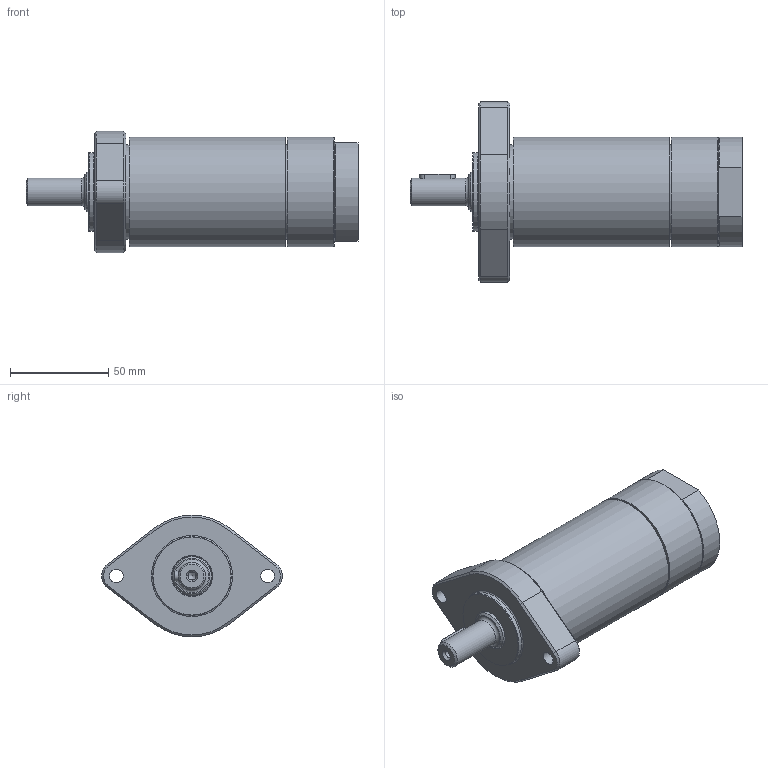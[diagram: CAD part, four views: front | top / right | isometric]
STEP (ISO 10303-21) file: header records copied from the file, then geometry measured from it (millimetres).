
FILE_DESCRIPTION(/* description */ (''),/* implementation_level */ '2;1');
FILE_NAME(/* name */ 'MRD 55-1800 F77_29906327.stp',/* time_stamp */ '2018-11-19T14:33:14+01:00',/* author */ ('flambert'),/* organization */ (''),/* preprocessor_version */ 'ST-DEVELOPER v17',/* originating_system */ 'Autodesk Inventor 2018',/* authorisation */ '');
FILE_SCHEMA (('AUTOMOTIVE_DESIGN { 1 0 10303 214 3 1 1 }'));
Length unit declared in the file: millimetre
Products named in the file (1): MRD 55-1800 F77_29906327
Bounding box: 169.1 x 91.95 x 62 mm (x, y, z)
Volume: 351624.5 mm3; surface area: 40239.4 mm2
Topology: 1 solids, 7 shells, 206 faces, 517 edges, 340 vertices
Faces by surface type: plane 119, cylinder 36, cone 30, torus 14, bspline 7
Full cylindrical faces by diameter (mm): 4 x1, 4.134 x1, 7 x2, 11.445 x1, 14 x1, 14.95 x1, 19.95 x1, 21 x1, 21.252 x1, 23.543 x1, 26 x4, 40 x1, 48.178 x2, 48.376 x1, 56 x2
Entity records: 6582 total; most frequent: CARTESIAN_POINT 1240, DIRECTION 1075, ORIENTED_EDGE 1030, EDGE_CURVE 515, AXIS2_PLACEMENT_3D 392, VERTEX_POINT 340, LINE 291, VECTOR 291
